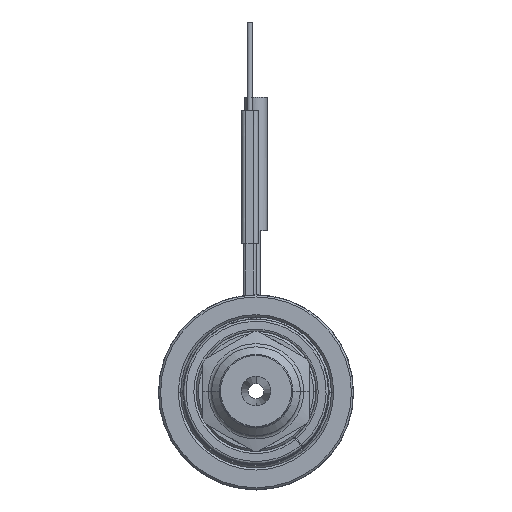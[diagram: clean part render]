
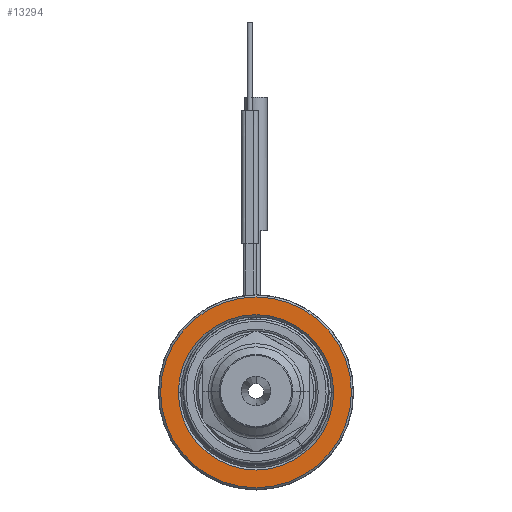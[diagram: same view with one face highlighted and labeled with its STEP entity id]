
A CAD part, top view. The second image highlights one B-rep face of the part: STEP entity #13294.
In plain terms, the highlighted planar face has unit normal (0, 0, 1).
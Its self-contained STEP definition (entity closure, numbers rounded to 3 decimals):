
#3906=CARTESIAN_POINT('',(0.,0.,40.));
#3907=DIRECTION('',(0.,0.,-1.));
#3908=DIRECTION('',(-1.,0.,0.));
#3909=AXIS2_PLACEMENT_3D('',#3906,#3907,#3908);
#3920=CARTESIAN_POINT('',(0.,0.,
40.));
#3921=DIRECTION('',(0.,0.,-1.));
#3922=DIRECTION('',(1.,0.,0.));
#3923=AXIS2_PLACEMENT_3D('',#3920,#3921,#3922);
#3934=CARTESIAN_POINT('',(0.,0.,
40.));
#3935=DIRECTION('',(0.,0.,-1.));
#3936=DIRECTION('',(1.,0.,0.));
#3937=AXIS2_PLACEMENT_3D('',#3934,#3935,#3936);
#3948=CARTESIAN_POINT('',(0.,0.,
40.));
#3949=DIRECTION('',(0.,0.,-1.));
#3950=DIRECTION('',(-1.,0.,0.));
#3951=AXIS2_PLACEMENT_3D('',#3948,#3949,#3950);
#7751=CARTESIAN_POINT('',(21.5,0.,40.));
#7752=CARTESIAN_POINT('',(-21.5,0.,40.));
#7753=VERTEX_POINT('',#7751);
#7754=VERTEX_POINT('',#7752);
#7755=CARTESIAN_POINT('',(17.5,0.,40.));
#7756=CARTESIAN_POINT('',(-17.5,0.,40.));
#7757=VERTEX_POINT('',#7755);
#7758=VERTEX_POINT('',#7756);
#13279=CARTESIAN_POINT('',(0.,0.,40.));
#13280=DIRECTION('',(0.,0.,1.));
#13281=DIRECTION('',(-1.,0.,0.));
#13282=AXIS2_PLACEMENT_3D('',#13279,#13280,#13281);
#13283=PLANE('',#13282);
#13284=ORIENTED_EDGE('',*,*,#13261,.T.);
#13285=ORIENTED_EDGE('',*,*,#13246,.T.);
#13286=EDGE_LOOP('',(#13284,#13285));
#13287=FACE_OUTER_BOUND('',#13286,.F.);
#13289=ORIENTED_EDGE('',*,*,#13288,.F.);
#13291=ORIENTED_EDGE('',*,*,#13290,.F.);
#13292=EDGE_LOOP('',(#13289,#13291));
#13293=FACE_BOUND('',#13292,.F.);
#3910=CIRCLE('',#3909,21.5);
#3924=CIRCLE('',#3923,21.5);
#3938=CIRCLE('',#3937,17.5);
#3952=CIRCLE('',#3951,17.5);
#13246=EDGE_CURVE('',#7754,#7753,#3910,.T.);
#13261=EDGE_CURVE('',#7753,#7754,#3924,.T.);
#13288=EDGE_CURVE('',#7757,#7758,#3938,.T.);
#13290=EDGE_CURVE('',#7758,#7757,#3952,.T.);
#13294=ADVANCED_FACE('',(#13287,#13293),#13283,.T.);
